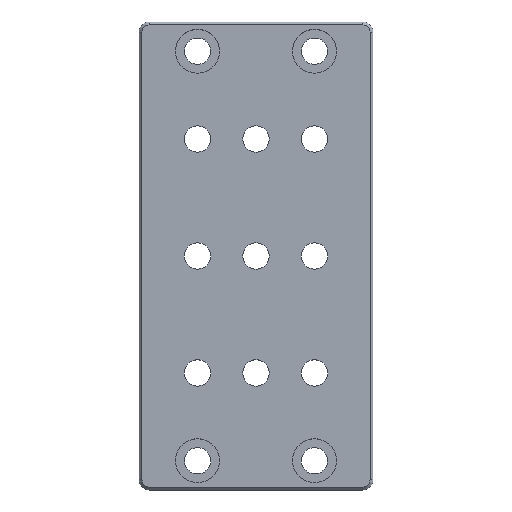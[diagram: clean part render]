
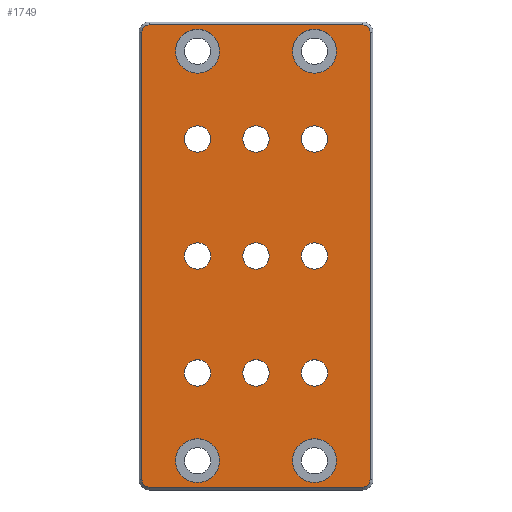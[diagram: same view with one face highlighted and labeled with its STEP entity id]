
A CAD part, top view. The second image highlights one B-rep face of the part: STEP entity #1749.
In plain terms, the highlighted planar face has unit normal (0, 0, 1).
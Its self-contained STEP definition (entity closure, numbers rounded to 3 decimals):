
#98=CARTESIAN_POINT('',(-12.5,70.0,7.5));
#99=VERTEX_POINT('',#98);
#100=CARTESIAN_POINT('',(-20.,70.0,7.5));
#101=DIRECTION('',(0.0,0.0,-1.0));
#102=DIRECTION('',(1.0,0.0,0.0));
#103=AXIS2_PLACEMENT_3D('',#100,#101,#102);
#104=CIRCLE('',#103,7.5);
#105=EDGE_CURVE('',#99,#99,#104,.T.);
#229=CARTESIAN_POINT('',(27.5,70.0,7.5));
#230=VERTEX_POINT('',#229);
#231=CARTESIAN_POINT('',(20.,70.0,7.5));
#232=DIRECTION('',(0.0,0.0,-1.0));
#233=DIRECTION('',(1.0,0.0,0.0));
#234=AXIS2_PLACEMENT_3D('',#231,#232,#233);
#235=CIRCLE('',#234,7.5);
#236=EDGE_CURVE('',#230,#230,#235,.T.);
#359=CARTESIAN_POINT('',(24.5,0.,7.5));
#360=VERTEX_POINT('',#359);
#361=CARTESIAN_POINT('',(20.,0.,7.5));
#362=DIRECTION('',(0.0,0.0,-1.0));
#363=DIRECTION('',(-1.0,0.0,0.0));
#364=AXIS2_PLACEMENT_3D('',#361,#362,#363);
#365=CIRCLE('',#364,4.5);
#366=EDGE_CURVE('',#360,#360,#365,.T.);
#469=CARTESIAN_POINT('',(-15.5,0.,7.5));
#470=VERTEX_POINT('',#469);
#471=CARTESIAN_POINT('',(-20.,0.,7.5));
#472=DIRECTION('',(0.0,0.0,-1.0));
#473=DIRECTION('',(-1.0,0.0,0.0));
#474=AXIS2_PLACEMENT_3D('',#471,#472,#473);
#475=CIRCLE('',#474,4.5);
#476=EDGE_CURVE('',#470,#470,#475,.T.);
#510=CARTESIAN_POINT('',(4.5,0.0,7.5));
#511=VERTEX_POINT('',#510);
#512=CARTESIAN_POINT('',(0.,0.0,7.5));
#513=DIRECTION('',(0.0,0.0,-1.0));
#514=DIRECTION('',(-1.0,0.0,0.0));
#515=AXIS2_PLACEMENT_3D('',#512,#513,#514);
#516=CIRCLE('',#515,4.5);
#517=EDGE_CURVE('',#511,#511,#516,.T.);
#689=CARTESIAN_POINT('',(24.5,40.0,7.5));
#690=VERTEX_POINT('',#689);
#691=CARTESIAN_POINT('',(20.,40.0,7.5));
#692=DIRECTION('',(0.0,0.0,-1.0));
#693=DIRECTION('',(-1.0,0.0,0.0));
#694=AXIS2_PLACEMENT_3D('',#691,#692,#693);
#695=CIRCLE('',#694,4.5);
#696=EDGE_CURVE('',#690,#690,#695,.T.);
#799=CARTESIAN_POINT('',(-15.5,40.0,7.5));
#800=VERTEX_POINT('',#799);
#801=CARTESIAN_POINT('',(-20.0,40.0,7.5));
#802=DIRECTION('',(0.0,0.0,-1.0));
#803=DIRECTION('',(-1.0,0.0,0.0));
#804=AXIS2_PLACEMENT_3D('',#801,#802,#803);
#805=CIRCLE('',#804,4.5);
#806=EDGE_CURVE('',#800,#800,#805,.T.);
#840=CARTESIAN_POINT('',(4.5,40.0,7.5));
#841=VERTEX_POINT('',#840);
#842=CARTESIAN_POINT('',(0.,40.0,7.5));
#843=DIRECTION('',(0.0,0.0,-1.0));
#844=DIRECTION('',(-1.0,0.0,0.0));
#845=AXIS2_PLACEMENT_3D('',#842,#843,#844);
#846=CIRCLE('',#845,4.5);
#847=EDGE_CURVE('',#841,#841,#846,.T.);
#1385=CARTESIAN_POINT('',(36.5,-79.0,7.5));
#1386=VERTEX_POINT('',#1385);
#1393=CARTESIAN_POINT('',(-36.5,-79.0,7.5));
#1394=VERTEX_POINT('',#1393);
#1395=CARTESIAN_POINT('',(36.5,-79.0,7.5));
#1396=DIRECTION('',(-1.0,0.0,0.0));
#1397=VECTOR('',#1396,73.);
#1398=LINE('',#1395,#1397);
#1399=EDGE_CURVE('',#1386,#1394,#1398,.T.);
#1418=CARTESIAN_POINT('',(39.,-76.5,7.5));
#1419=VERTEX_POINT('',#1418);
#1426=CARTESIAN_POINT('',(36.5,-76.5,7.5));
#1427=DIRECTION('',(0.0,0.0,-1.0));
#1428=DIRECTION('',(0.707,-0.707,0.0));
#1429=AXIS2_PLACEMENT_3D('',#1426,#1427,#1428);
#1430=CIRCLE('',#1429,2.5);
#1431=EDGE_CURVE('',#1419,#1386,#1430,.T.);
#1449=CARTESIAN_POINT('',(-39.,-76.5,7.5));
#1450=VERTEX_POINT('',#1449);
#1459=CARTESIAN_POINT('',(-36.5,-76.5,7.5));
#1460=DIRECTION('',(0.0,0.0,-1.));
#1461=DIRECTION('',(-0.707,-0.707,0.0));
#1462=AXIS2_PLACEMENT_3D('',#1459,#1460,#1461);
#1463=CIRCLE('',#1462,2.5);
#1464=EDGE_CURVE('',#1394,#1450,#1463,.T.);
#1476=CARTESIAN_POINT('',(39.,76.5,7.5));
#1477=VERTEX_POINT('',#1476);
#1484=CARTESIAN_POINT('',(39.,76.5,7.5));
#1485=DIRECTION('',(0.0,-1.0,0.0));
#1486=VECTOR('',#1485,153.);
#1487=LINE('',#1484,#1486);
#1488=EDGE_CURVE('',#1477,#1419,#1487,.T.);
#1505=CARTESIAN_POINT('',(-39.,76.5,7.5));
#1506=VERTEX_POINT('',#1505);
#1515=CARTESIAN_POINT('',(-39.,-76.5,7.5));
#1516=DIRECTION('',(0.0,1.0,0.0));
#1517=VECTOR('',#1516,153.0);
#1518=LINE('',#1515,#1517);
#1519=EDGE_CURVE('',#1450,#1506,#1518,.T.);
#1531=CARTESIAN_POINT('',(36.5,79.,7.5));
#1532=VERTEX_POINT('',#1531);
#1539=CARTESIAN_POINT('',(36.5,76.5,7.5));
#1540=DIRECTION('',(0.0,0.0,-1.));
#1541=DIRECTION('',(0.707,0.707,0.0));
#1542=AXIS2_PLACEMENT_3D('',#1539,#1540,#1541);
#1543=CIRCLE('',#1542,2.5);
#1544=EDGE_CURVE('',#1532,#1477,#1543,.T.);
#1562=CARTESIAN_POINT('',(-36.5,79.0,7.5));
#1563=VERTEX_POINT('',#1562);
#1572=CARTESIAN_POINT('',(-36.5,76.5,7.5));
#1573=DIRECTION('',(0.0,0.0,-1.0));
#1574=DIRECTION('',(-0.707,0.707,0.0));
#1575=AXIS2_PLACEMENT_3D('',#1572,#1573,#1574);
#1576=CIRCLE('',#1575,2.5);
#1577=EDGE_CURVE('',#1506,#1563,#1576,.T.);
#1595=CARTESIAN_POINT('',(-36.5,79.0,7.5));
#1596=DIRECTION('',(1.0,0.0,0.0));
#1597=VECTOR('',#1596,73.0);
#1598=LINE('',#1595,#1597);
#1599=EDGE_CURVE('',#1563,#1532,#1598,.T.);
#1655=CARTESIAN_POINT('',(0.,0.,7.5));
#1656=DIRECTION('',(0.0,0.0,1.0));
#1657=DIRECTION('',(1.0,0.0,0.0));
#1658=AXIS2_PLACEMENT_3D('',#1655,#1656,#1657);
#1659=PLANE('',#1658);
#1660=ORIENTED_EDGE('',*,*,#1399,.F.);
#1661=ORIENTED_EDGE('',*,*,#1431,.F.);
#1662=ORIENTED_EDGE('',*,*,#1488,.F.);
#1663=ORIENTED_EDGE('',*,*,#1544,.F.);
#1664=ORIENTED_EDGE('',*,*,#1599,.F.);
#1665=ORIENTED_EDGE('',*,*,#1577,.F.);
#1666=ORIENTED_EDGE('',*,*,#1519,.F.);
#1667=ORIENTED_EDGE('',*,*,#1464,.F.);
#1668=EDGE_LOOP('',(#1660,#1661,#1662,#1663,#1664,#1665,#1666,#1667));
#1669=FACE_OUTER_BOUND('',#1668,.T.);
#1670=ORIENTED_EDGE('',*,*,#105,.T.);
#1671=EDGE_LOOP('',(#1670));
#1672=FACE_BOUND('',#1671,.T.);
#1673=ORIENTED_EDGE('',*,*,#236,.T.);
#1674=EDGE_LOOP('',(#1673));
#1675=FACE_BOUND('',#1674,.T.);
#1676=ORIENTED_EDGE('',*,*,#366,.T.);
#1677=EDGE_LOOP('',(#1676));
#1678=FACE_BOUND('',#1677,.T.);
#1679=ORIENTED_EDGE('',*,*,#476,.T.);
#1680=EDGE_LOOP('',(#1679));
#1681=FACE_BOUND('',#1680,.T.);
#1682=ORIENTED_EDGE('',*,*,#517,.T.);
#1683=EDGE_LOOP('',(#1682));
#1684=FACE_BOUND('',#1683,.T.);
#1685=ORIENTED_EDGE('',*,*,#696,.T.);
#1686=EDGE_LOOP('',(#1685));
#1687=FACE_BOUND('',#1686,.T.);
#1688=ORIENTED_EDGE('',*,*,#806,.T.);
#1689=EDGE_LOOP('',(#1688));
#1690=FACE_BOUND('',#1689,.T.);
#1691=ORIENTED_EDGE('',*,*,#847,.T.);
#1692=EDGE_LOOP('',(#1691));
#1693=FACE_BOUND('',#1692,.T.);
#1694=CARTESIAN_POINT('',(27.5,-70.0,7.5));
#1695=VERTEX_POINT('',#1694);
#1696=CARTESIAN_POINT('',(20.,-70.0,7.5));
#1697=DIRECTION('',(0.0,0.0,-1.0));
#1698=DIRECTION('',(1.0,0.0,0.0));
#1699=AXIS2_PLACEMENT_3D('',#1696,#1697,#1698);
#1700=CIRCLE('',#1699,7.5);
#1701=EDGE_CURVE('',#1695,#1695,#1700,.T.);
#1702=ORIENTED_EDGE('',*,*,#1701,.T.);
#1703=EDGE_LOOP('',(#1702));
#1704=FACE_BOUND('',#1703,.T.);
#1705=CARTESIAN_POINT('',(-12.5,-70.0,7.5));
#1706=VERTEX_POINT('',#1705);
#1707=CARTESIAN_POINT('',(-20.,-70.0,7.5));
#1708=DIRECTION('',(0.0,0.0,-1.0));
#1709=DIRECTION('',(1.0,0.0,0.0));
#1710=AXIS2_PLACEMENT_3D('',#1707,#1708,#1709);
#1711=CIRCLE('',#1710,7.5);
#1712=EDGE_CURVE('',#1706,#1706,#1711,.T.);
#1713=ORIENTED_EDGE('',*,*,#1712,.T.);
#1714=EDGE_LOOP('',(#1713));
#1715=FACE_BOUND('',#1714,.T.);
#1716=CARTESIAN_POINT('',(-15.5,-40.,7.5));
#1717=VERTEX_POINT('',#1716);
#1718=CARTESIAN_POINT('',(-20.,-40.,7.5));
#1719=DIRECTION('',(0.0,0.0,-1.0));
#1720=DIRECTION('',(-1.0,0.0,0.0));
#1721=AXIS2_PLACEMENT_3D('',#1718,#1719,#1720);
#1722=CIRCLE('',#1721,4.5);
#1723=EDGE_CURVE('',#1717,#1717,#1722,.T.);
#1724=ORIENTED_EDGE('',*,*,#1723,.T.);
#1725=EDGE_LOOP('',(#1724));
#1726=FACE_BOUND('',#1725,.T.);
#1727=CARTESIAN_POINT('',(4.5,-40.0,7.5));
#1728=VERTEX_POINT('',#1727);
#1729=CARTESIAN_POINT('',(0.,-40.0,7.5));
#1730=DIRECTION('',(0.0,0.0,-1.0));
#1731=DIRECTION('',(-1.0,0.0,0.0));
#1732=AXIS2_PLACEMENT_3D('',#1729,#1730,#1731);
#1733=CIRCLE('',#1732,4.5);
#1734=EDGE_CURVE('',#1728,#1728,#1733,.T.);
#1735=ORIENTED_EDGE('',*,*,#1734,.T.);
#1736=EDGE_LOOP('',(#1735));
#1737=FACE_BOUND('',#1736,.T.);
#1738=CARTESIAN_POINT('',(24.5,-40.,7.5));
#1739=VERTEX_POINT('',#1738);
#1740=CARTESIAN_POINT('',(20.,-40.,7.5));
#1741=DIRECTION('',(0.0,0.0,-1.0));
#1742=DIRECTION('',(-1.0,0.0,0.0));
#1743=AXIS2_PLACEMENT_3D('',#1740,#1741,#1742);
#1744=CIRCLE('',#1743,4.5);
#1745=EDGE_CURVE('',#1739,#1739,#1744,.T.);
#1746=ORIENTED_EDGE('',*,*,#1745,.T.);
#1747=EDGE_LOOP('',(#1746));
#1748=FACE_BOUND('',#1747,.T.);
#1749=ADVANCED_FACE('',(#1669,#1672,#1675,#1678,#1681,#1684,#1687,#1690,#1693,#1704,#1715,#1726,#1737,#1748),#1659,.T.);
